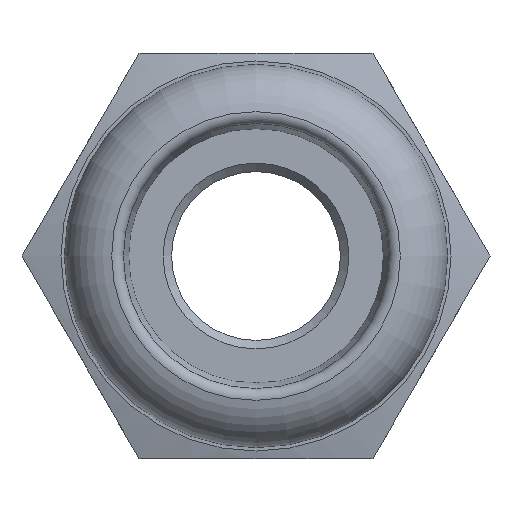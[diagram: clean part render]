
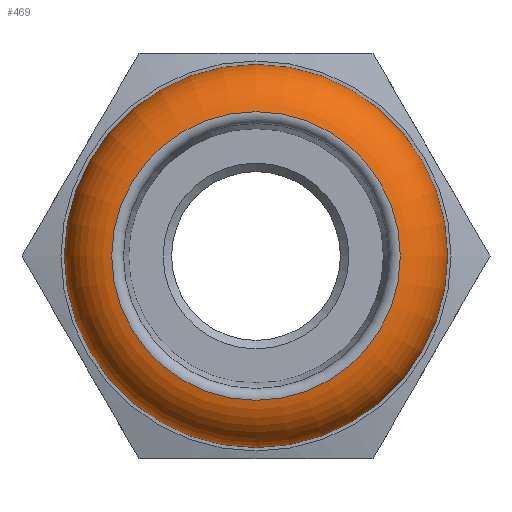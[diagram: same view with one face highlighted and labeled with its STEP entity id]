
A CAD part, front view. The second image highlights one B-rep face of the part: STEP entity #469.
In plain terms, the highlighted toroidal (fillet/blend) face has major radius 8.025 mm and minor radius 3.33 mm.
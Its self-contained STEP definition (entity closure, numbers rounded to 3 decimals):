
#91=FACE_OUTER_BOUND('',#118,.T.);
#118=EDGE_LOOP('',(#316,#317,#318,#319,#320,#321));
#149=CIRCLE('',#517,9.15);
#150=CIRCLE('',#518,9.15);
#151=CIRCLE('',#519,3.33);
#152=CIRCLE('',#520,8.543);
#153=CIRCLE('',#521,8.543);
#191=VERTEX_POINT('',#745);
#192=VERTEX_POINT('',#746);
#193=VERTEX_POINT('',#749);
#194=VERTEX_POINT('',#751);
#242=EDGE_CURVE('',#191,#192,#149,.T.);
#243=EDGE_CURVE('',#192,#191,#150,.T.);
#244=EDGE_CURVE('',#192,#193,#151,.T.);
#245=EDGE_CURVE('',#193,#194,#152,.T.);
#246=EDGE_CURVE('',#194,#193,#153,.T.);
#316=ORIENTED_EDGE('',*,*,#242,.F.);
#317=ORIENTED_EDGE('',*,*,#243,.F.);
#318=ORIENTED_EDGE('',*,*,#244,.T.);
#319=ORIENTED_EDGE('',*,*,#245,.T.);
#320=ORIENTED_EDGE('',*,*,#246,.T.);
#321=ORIENTED_EDGE('',*,*,#244,.F.);
#464=TOROIDAL_SURFACE('',#516,8.025,3.33);
#469=ADVANCED_FACE('',(#91),#464,.T.);
#516=AXIS2_PLACEMENT_3D('',#744,#587,#588);
#517=AXIS2_PLACEMENT_3D('',#747,#589,#590);
#518=AXIS2_PLACEMENT_3D('',#748,#591,#592);
#519=AXIS2_PLACEMENT_3D('',#750,#593,#594);
#520=AXIS2_PLACEMENT_3D('',#752,#595,#596);
#521=AXIS2_PLACEMENT_3D('',#753,#597,#598);
#587=DIRECTION('center_axis',(0.,1.,0.));
#588=DIRECTION('ref_axis',(0.,0.,1.));
#589=DIRECTION('center_axis',(0.,1.,0.));
#590=DIRECTION('ref_axis',(0.,0.,1.));
#591=DIRECTION('center_axis',(0.,1.,0.));
#592=DIRECTION('ref_axis',(0.,0.,1.));
#593=DIRECTION('center_axis',(-1.,0.,0.));
#594=DIRECTION('ref_axis',(0.,0.,-1.));
#595=DIRECTION('center_axis',(0.,1.,0.));
#596=DIRECTION('ref_axis',(0.,0.,1.));
#597=DIRECTION('center_axis',(0.,1.,0.));
#598=DIRECTION('ref_axis',(0.,0.,1.));
#744=CARTESIAN_POINT('Origin',(0.,3.297,0.));
#745=CARTESIAN_POINT('',(0.,6.431,9.15));
#746=CARTESIAN_POINT('',(0.,6.431,-9.15));
#747=CARTESIAN_POINT('Origin',(0.,6.431,0.));
#748=CARTESIAN_POINT('Origin',(0.,6.431,0.));
#749=CARTESIAN_POINT('',(0.,0.007,-8.543));
#750=CARTESIAN_POINT('Origin',(0.,3.297,-8.025));
#751=CARTESIAN_POINT('',(0.,0.007,8.543));
#752=CARTESIAN_POINT('Origin',(0.,0.007,0.));
#753=CARTESIAN_POINT('Origin',(0.,0.007,0.));
